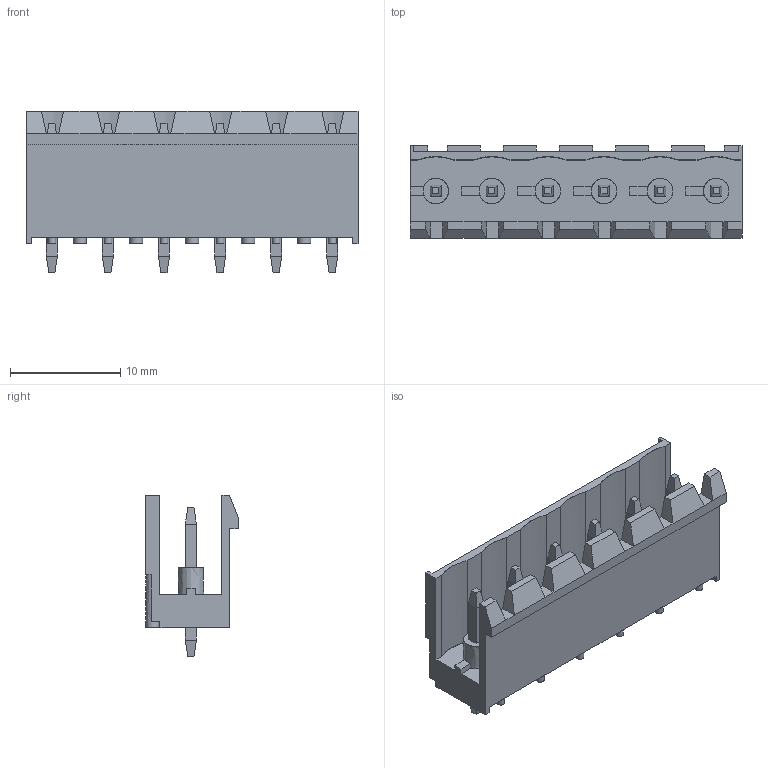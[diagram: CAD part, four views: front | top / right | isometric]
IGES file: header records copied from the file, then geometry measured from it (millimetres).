
Start section: C
Global section: file name: 691701500006B.igs; native system:  By UGS Corp.; preprocessor: XPlus GENERIC/IGES 3.0; author: Author; organization: Title; date: 20140128.165931; units: millimetre
Bounding box: 30.08 x 8.4 x 14.6 mm (x, y, z)
Surface area: 2672.5 mm2 (no closed solid volume)
Topology: 0 solids, 0 shells, 329 faces, 1738 edges, 1738 vertices
Faces by surface type: bspline 329
